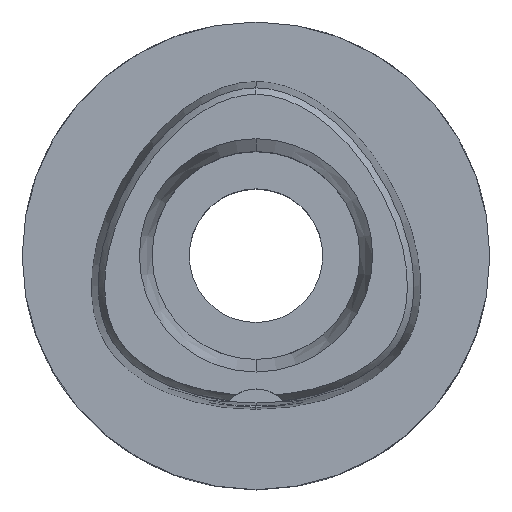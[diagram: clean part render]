
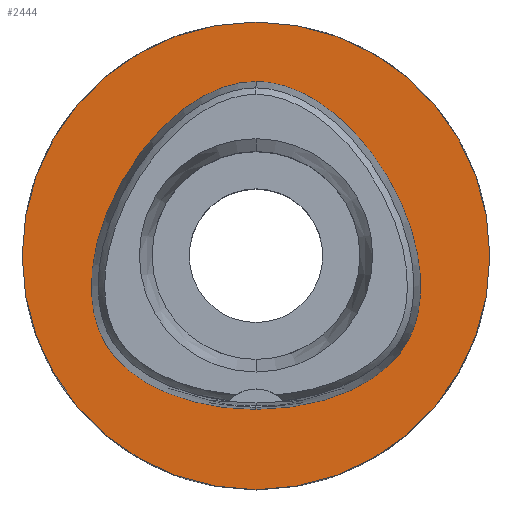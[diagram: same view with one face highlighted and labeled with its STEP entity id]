
A CAD part, top view. The second image highlights one B-rep face of the part: STEP entity #2444.
In plain terms, the highlighted planar face has unit normal (0, 0, 1).
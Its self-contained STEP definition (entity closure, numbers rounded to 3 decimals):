
#288=CARTESIAN_POINT('',(0.,0.,0.));
#289=DIRECTION('',(0.,0.,-1.));
#290=DIRECTION('',(0.,-1.,0.));
#291=AXIS2_PLACEMENT_3D('',#288,#289,#290);
#296=CARTESIAN_POINT('',(0.,0.,0.));
#297=DIRECTION('',(0.,0.,-1.));
#298=DIRECTION('',(0.,1.,0.));
#299=AXIS2_PLACEMENT_3D('',#296,#297,#298);
#304=CARTESIAN_POINT('',(0.,-20.675,0.));
#305=CARTESIAN_POINT('',(0.916,-20.675,0.));
#306=CARTESIAN_POINT('',(2.716,-20.605,
0.));
#307=CARTESIAN_POINT('',(5.36,-20.299,0.));
#308=CARTESIAN_POINT('',(7.837,-19.813,0.));
#309=CARTESIAN_POINT('',(10.102,-19.178,0.));
#310=CARTESIAN_POINT('',(12.126,-18.428,0.));
#311=CARTESIAN_POINT('',(13.904,-17.593,0.));
#312=CARTESIAN_POINT('',(15.448,-16.698,0.));
#313=CARTESIAN_POINT('',(16.777,-15.76,0.));
#314=CARTESIAN_POINT('',(17.91,-14.792,0.));
#315=CARTESIAN_POINT('',(18.873,-13.797,0.));
#316=CARTESIAN_POINT('',(19.677,-12.785,0.));
#317=CARTESIAN_POINT('',(20.347,-11.749,0.));
#318=CARTESIAN_POINT('',(20.911,-10.649,0.));
#319=CARTESIAN_POINT('',(21.386,-9.443,0.));
#320=CARTESIAN_POINT('',(21.765,-8.114,0.));
#321=CARTESIAN_POINT('',(22.037,-6.648,0.));
#322=CARTESIAN_POINT('',(22.185,-5.028,0.));
#323=CARTESIAN_POINT('',(22.188,-3.243,0.));
#324=CARTESIAN_POINT('',(22.022,-1.284,0.));
#325=CARTESIAN_POINT('',(21.659,0.845,0.));
#326=CARTESIAN_POINT('',(21.076,3.124,0.));
#327=CARTESIAN_POINT('',(20.257,5.514,0.));
#328=CARTESIAN_POINT('',(19.201,7.954,0.));
#329=CARTESIAN_POINT('',(17.93,10.364,0.));
#330=CARTESIAN_POINT('',(16.478,12.669,0.));
#331=CARTESIAN_POINT('',(14.892,14.801,0.));
#332=CARTESIAN_POINT('',(13.231,16.703,0.));
#333=CARTESIAN_POINT('',(11.549,18.346,0.));
#334=CARTESIAN_POINT('',(9.888,19.722,0.));
#335=CARTESIAN_POINT('',(8.275,20.844,0.));
#336=CARTESIAN_POINT('',(6.728,21.732,0.));
#337=CARTESIAN_POINT('',(5.252,22.412,0.));
#338=CARTESIAN_POINT('',(3.847,22.908,0.));
#339=CARTESIAN_POINT('',(2.507,23.243,0.));
#340=CARTESIAN_POINT('',(1.226,23.434,
0.));
#341=CARTESIAN_POINT('',(0.403,23.475,
0.));
#342=CARTESIAN_POINT('',(0.,23.475,
0.));
#347=CARTESIAN_POINT('',(0.,23.475,
0.));
#348=CARTESIAN_POINT('',(-0.403,23.475,
0.));
#349=CARTESIAN_POINT('',(-1.227,23.434,
0.));
#350=CARTESIAN_POINT('',(-2.508,23.243,0.));
#351=CARTESIAN_POINT('',(-3.848,22.908,0.));
#352=CARTESIAN_POINT('',(-5.253,22.411,0.));
#353=CARTESIAN_POINT('',(-6.73,21.731,0.));
#354=CARTESIAN_POINT('',(-8.277,20.842,0.));
#355=CARTESIAN_POINT('',(-9.89,19.72,0.));
#356=CARTESIAN_POINT('',(-11.552,18.343,0.));
#357=CARTESIAN_POINT('',(-13.234,16.7,0.));
#358=CARTESIAN_POINT('',(-14.895,14.796,0.));
#359=CARTESIAN_POINT('',(-16.481,12.664,0.));
#360=CARTESIAN_POINT('',(-17.933,10.358,0.));
#361=CARTESIAN_POINT('',(-19.204,7.948,0.));
#362=CARTESIAN_POINT('',(-20.259,5.508,0.));
#363=CARTESIAN_POINT('',(-21.077,3.119,0.));
#364=CARTESIAN_POINT('',(-21.66,0.84,0.));
#365=CARTESIAN_POINT('',(-22.022,-1.288,0.));
#366=CARTESIAN_POINT('',(-22.189,-3.247,0.));
#367=CARTESIAN_POINT('',(-22.185,-5.032,0.));
#368=CARTESIAN_POINT('',(-22.036,-6.651,0.));
#369=CARTESIAN_POINT('',(-21.764,-8.117,0.));
#370=CARTESIAN_POINT('',(-21.384,-9.448,0.));
#371=CARTESIAN_POINT('',(-20.91,-10.651,0.));
#372=CARTESIAN_POINT('',(-20.348,-11.747,0.));
#373=CARTESIAN_POINT('',(-19.681,-12.78,0.));
#374=CARTESIAN_POINT('',(-18.875,-13.794,0.));
#375=CARTESIAN_POINT('',(-17.913,-14.788,0.));
#376=CARTESIAN_POINT('',(-16.781,-15.756,0.));
#377=CARTESIAN_POINT('',(-15.453,-16.695,0.));
#378=CARTESIAN_POINT('',(-13.909,-17.591,0.));
#379=CARTESIAN_POINT('',(-12.13,-18.427,0.));
#380=CARTESIAN_POINT('',(-10.105,-19.177,0.));
#381=CARTESIAN_POINT('',(-7.84,-19.812,0.));
#382=CARTESIAN_POINT('',(-5.362,-20.299,0.));
#383=CARTESIAN_POINT('',(-2.717,-20.605,
0.));
#384=CARTESIAN_POINT('',(-0.916,-20.675,0.));
#385=CARTESIAN_POINT('',(0.,-20.675,0.));
#1592=VERTEX_POINT('',#347);
#1593=VERTEX_POINT('',#385);
#1598=CARTESIAN_POINT('',(0.,-31.5,0.));
#1599=CARTESIAN_POINT('',(0.,31.5,0.));
#1600=VERTEX_POINT('',#1598);
#1601=VERTEX_POINT('',#1599);
#2428=CARTESIAN_POINT('',(0.,0.,0.));
#2429=DIRECTION('',(0.,0.,-1.));
#2430=DIRECTION('',(0.,-1.,0.));
#2431=AXIS2_PLACEMENT_3D('',#2428,#2429,#2430);
#2432=PLANE('',#2431);
#2434=ORIENTED_EDGE('',*,*,#2433,.T.);
#2436=ORIENTED_EDGE('',*,*,#2435,.T.);
#2437=EDGE_LOOP('',(#2434,#2436));
#2438=FACE_OUTER_BOUND('',#2437,.F.);
#2440=ORIENTED_EDGE('',*,*,#2439,.T.);
#2441=ORIENTED_EDGE('',*,*,#2411,.T.);
#2442=EDGE_LOOP('',(#2440,#2441));
#2443=FACE_BOUND('',#2442,.F.);
#292=CIRCLE('',#291,31.5);
#300=CIRCLE('',#299,31.5);
#343=B_SPLINE_CURVE_WITH_KNOTS('',3,(#304,#305,#306,#307,#308,#309,#310,#311,
#312,#313,#314,#315,#316,#317,#318,#319,#320,#321,#322,#323,#324,#325,#326,#327,
#328,#329,#330,#331,#332,#333,#334,#335,#336,#337,#338,#339,#340,#341,#342),
.UNSPECIFIED.,.F.,.F.,(4,1,1,1,1,1,1,1,1,1,1,1,1,1,1,1,1,1,1,1,1,1,1,1,1,1,1,1,
1,1,1,1,1,1,1,1,4),(0.,0.028,0.056,0.083,
0.111,0.139,0.167,0.194,
0.222,0.25,0.278,0.306,0.333,
0.361,0.389,0.417,0.444,
0.472,0.5,0.528,0.556,0.583,
0.611,0.639,0.667,0.694,
0.722,0.75,0.778,0.806,0.833,
0.861,0.889,0.917,0.944,
0.972,1.),.UNSPECIFIED.);
#386=B_SPLINE_CURVE_WITH_KNOTS('',3,(#347,#348,#349,#350,#351,#352,#353,#354,
#355,#356,#357,#358,#359,#360,#361,#362,#363,#364,#365,#366,#367,#368,#369,#370,
#371,#372,#373,#374,#375,#376,#377,#378,#379,#380,#381,#382,#383,#384,#385),
.UNSPECIFIED.,.F.,.F.,(4,1,1,1,1,1,1,1,1,1,1,1,1,1,1,1,1,1,1,1,1,1,1,1,1,1,1,1,
1,1,1,1,1,1,1,1,4),(0.,0.028,0.056,0.083,
0.111,0.139,0.167,0.194,
0.222,0.25,0.278,0.306,0.333,
0.361,0.389,0.417,0.444,
0.472,0.5,0.528,0.556,0.583,
0.611,0.639,0.667,0.694,
0.722,0.75,0.778,0.806,0.833,
0.861,0.889,0.917,0.944,
0.972,1.),.UNSPECIFIED.);
#2411=EDGE_CURVE('',#1592,#1593,#386,.T.);
#2433=EDGE_CURVE('',#1600,#1601,#292,.T.);
#2435=EDGE_CURVE('',#1601,#1600,#300,.T.);
#2439=EDGE_CURVE('',#1593,#1592,#343,.T.);
#2444=ADVANCED_FACE('',(#2438,#2443),#2432,.F.);
